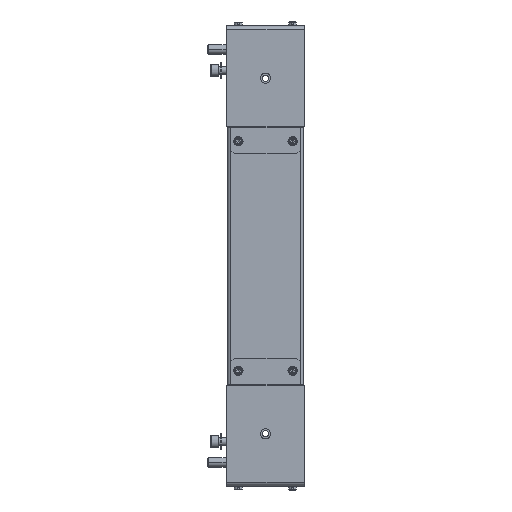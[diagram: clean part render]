
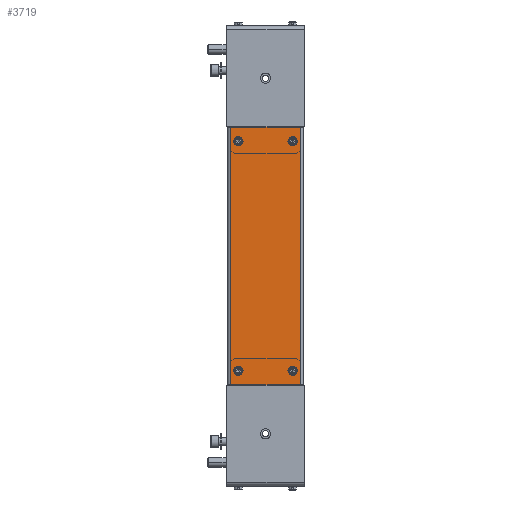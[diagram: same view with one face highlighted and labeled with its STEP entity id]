
A CAD part, left-side view. The second image highlights one B-rep face of the part: STEP entity #3719.
In plain terms, the highlighted face is planar.
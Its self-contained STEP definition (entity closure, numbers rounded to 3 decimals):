
#330 = EDGE_CURVE ( 'NONE', #11567, #22459, #16862, .T. ) ;
#843 = EDGE_LOOP ( 'NONE', ( #14756, #1235 ) ) ;
#847 = ORIENTED_EDGE ( 'NONE', *, *, #11335, .F. ) ;
#849 = ORIENTED_EDGE ( 'NONE', *, *, #4115, .F. ) ;
#1034 = CARTESIAN_POINT ( 'NONE',  ( -166., -45.125, 2. ) ) ;
#1235 = ORIENTED_EDGE ( 'NONE', *, *, #330, .T. ) ;
#1241 = CIRCLE ( 'NONE', #3496, 3.5 ) ;
#1588 = CARTESIAN_POINT ( 'NONE',  ( 166., -45.125, 2. ) ) ;
#1920 = CARTESIAN_POINT ( 'NONE',  ( -166., -49., 2. ) ) ;
#1944 = ORIENTED_EDGE ( 'NONE', *, *, #7747, .F. ) ;
#2078 = DIRECTION ( 'NONE',  ( 0., -1., 0. ) ) ;
#2478 = EDGE_CURVE ( 'NONE', #19050, #4862, #2722, .T. ) ;
#2656 = FACE_BOUND ( 'NONE', #3467, .T. ) ;
#2722 = LINE ( 'NONE', #1920, #5104 ) ;
#2951 = CARTESIAN_POINT ( 'NONE',  ( -166., 45.125, 2. ) ) ;
#3023 = AXIS2_PLACEMENT_3D ( 'NONE', #15055, #9578, #9659 ) ;
#3033 = ORIENTED_EDGE ( 'NONE', *, *, #13241, .F. ) ;
#3085 = CARTESIAN_POINT ( 'NONE',  ( 148., -35., 2. ) ) ;
#3220 = CARTESIAN_POINT ( 'NONE',  ( 166., -49., 2. ) ) ;
#3359 = EDGE_LOOP ( 'NONE', ( #1944, #847 ) ) ;
#3467 = EDGE_LOOP ( 'NONE', ( #849, #3033 ) ) ;
#3496 = AXIS2_PLACEMENT_3D ( 'NONE', #3085, #18448, #10700 ) ;
#3719 = ADVANCED_FACE ( 'NONE', ( #13909, #2656, #13333, #3835, #13614 ), #17512, .F. ) ;
#3835 = FACE_BOUND ( 'NONE', #7712, .T. ) ;
#3881 = DIRECTION ( 'NONE',  ( 0., 0., -1. ) ) ;
#4115 = EDGE_CURVE ( 'NONE', #9070, #10349, #14165, .T. ) ;
#4374 = DIRECTION ( 'NONE',  ( -1., 0., 0. ) ) ;
#4779 = LINE ( 'NONE', #12173, #14250 ) ;
#4862 = VERTEX_POINT ( 'NONE', #1034 ) ;
#5077 = DIRECTION ( 'NONE',  ( 0., 0., 1. ) ) ;
#5104 = VECTOR ( 'NONE', #2078, 1000. ) ;
#5390 = CARTESIAN_POINT ( 'NONE',  ( 144.5, 35., 2. ) ) ;
#5531 = VERTEX_POINT ( 'NONE', #16788 ) ;
#5549 = EDGE_CURVE ( 'NONE', #22459, #11567, #19498, .T. ) ;
#5601 = CARTESIAN_POINT ( 'NONE',  ( 151.5, 35., 2. ) ) ;
#5906 = EDGE_CURVE ( 'NONE', #21589, #6312, #15345, .T. ) ;
#6236 = AXIS2_PLACEMENT_3D ( 'NONE', #22839, #18899, #7649 ) ;
#6312 = VERTEX_POINT ( 'NONE', #15871 ) ;
#7346 = AXIS2_PLACEMENT_3D ( 'NONE', #7797, #22993, #23081 ) ;
#7649 = DIRECTION ( 'NONE',  ( 1., 0., 0. ) ) ;
#7712 = EDGE_LOOP ( 'NONE', ( #22496, #15955 ) ) ;
#7747 = EDGE_CURVE ( 'NONE', #12715, #5531, #15534, .T. ) ;
#7797 = CARTESIAN_POINT ( 'NONE',  ( -148., 35., 2. ) ) ;
#8162 = VECTOR ( 'NONE', #10323, 1000. ) ;
#8919 = EDGE_CURVE ( 'NONE', #10036, #11627, #23523, .T. ) ;
#8983 = EDGE_CURVE ( 'NONE', #11627, #10036, #18431, .T. ) ;
#9070 = VERTEX_POINT ( 'NONE', #14526 ) ;
#9578 = DIRECTION ( 'NONE',  ( 0., 0., -1. ) ) ;
#9659 = DIRECTION ( 'NONE',  ( -1., 0., 0. ) ) ;
#9771 = CIRCLE ( 'NONE', #7346, 3.5 ) ;
#9822 = DIRECTION ( 'NONE',  ( 0., 0., -1. ) ) ;
#9992 = DIRECTION ( 'NONE',  ( 0., 0., -1. ) ) ;
#10036 = VERTEX_POINT ( 'NONE', #14391 ) ;
#10323 = DIRECTION ( 'NONE',  ( 1., 0., 0. ) ) ;
#10349 = VERTEX_POINT ( 'NONE', #15371 ) ;
#10700 = DIRECTION ( 'NONE',  ( -1., 0., 0. ) ) ;
#11335 = EDGE_CURVE ( 'NONE', #5531, #12715, #1241, .T. ) ;
#11433 = DIRECTION ( 'NONE',  ( -1., 0., 0. ) ) ;
#11452 = CARTESIAN_POINT ( 'NONE',  ( -151.5, -35., 2. ) ) ;
#11567 = VERTEX_POINT ( 'NONE', #5390 ) ;
#11627 = VERTEX_POINT ( 'NONE', #11452 ) ;
#11783 = EDGE_CURVE ( 'NONE', #6312, #19050, #4779, .T. ) ;
#12173 = CARTESIAN_POINT ( 'NONE',  ( 166., 45.125, 2. ) ) ;
#12410 = ORIENTED_EDGE ( 'NONE', *, *, #5906, .T. ) ;
#12715 = VERTEX_POINT ( 'NONE', #13778 ) ;
#12768 = CARTESIAN_POINT ( 'NONE',  ( 148., -35., 2. ) ) ;
#13241 = EDGE_CURVE ( 'NONE', #10349, #9070, #9771, .T. ) ;
#13333 = FACE_OUTER_BOUND ( 'NONE', #17682, .T. ) ;
#13475 = CARTESIAN_POINT ( 'NONE',  ( -166., -45.125, 2. ) ) ;
#13579 = VECTOR ( 'NONE', #16462, 1000. ) ;
#13614 = FACE_BOUND ( 'NONE', #843, .T. ) ;
#13778 = CARTESIAN_POINT ( 'NONE',  ( 151.5, -35., 2. ) ) ;
#13909 = FACE_BOUND ( 'NONE', #3359, .T. ) ;
#14165 = CIRCLE ( 'NONE', #6236, 3.5 ) ;
#14250 = VECTOR ( 'NONE', #23210, 1000. ) ;
#14382 = LINE ( 'NONE', #13475, #8162 ) ;
#14391 = CARTESIAN_POINT ( 'NONE',  ( -144.5, -35., 2. ) ) ;
#14526 = CARTESIAN_POINT ( 'NONE',  ( -144.5, 35., 2. ) ) ;
#14756 = ORIENTED_EDGE ( 'NONE', *, *, #5549, .T. ) ;
#15055 = CARTESIAN_POINT ( 'NONE',  ( 148., 35., 2. ) ) ;
#15261 = ORIENTED_EDGE ( 'NONE', *, *, #22736, .T. ) ;
#15345 = LINE ( 'NONE', #3220, #13579 ) ;
#15371 = CARTESIAN_POINT ( 'NONE',  ( -151.5, 35., 2. ) ) ;
#15534 = CIRCLE ( 'NONE', #17412, 3.5 ) ;
#15657 = AXIS2_PLACEMENT_3D ( 'NONE', #22541, #19014, #11433 ) ;
#15871 = CARTESIAN_POINT ( 'NONE',  ( 166., 45.125, 2. ) ) ;
#15955 = ORIENTED_EDGE ( 'NONE', *, *, #8983, .T. ) ;
#16462 = DIRECTION ( 'NONE',  ( 0., 1., 0. ) ) ;
#16788 = CARTESIAN_POINT ( 'NONE',  ( 144.5, -35., 2. ) ) ;
#16862 = CIRCLE ( 'NONE', #3023, 3.5 ) ;
#17283 = DIRECTION ( 'NONE',  ( 1., 0., 0. ) ) ;
#17412 = AXIS2_PLACEMENT_3D ( 'NONE', #12768, #5077, #20462 ) ;
#17512 = PLANE ( 'NONE',  #21974 ) ;
#17682 = EDGE_LOOP ( 'NONE', ( #15261, #12410, #22605, #18174 ) ) ;
#18174 = ORIENTED_EDGE ( 'NONE', *, *, #2478, .T. ) ;
#18202 = AXIS2_PLACEMENT_3D ( 'NONE', #19252, #9822, #19654 ) ;
#18431 = CIRCLE ( 'NONE', #18202, 3.5 ) ;
#18448 = DIRECTION ( 'NONE',  ( 0., 0., 1. ) ) ;
#18899 = DIRECTION ( 'NONE',  ( 0., 0., 1. ) ) ;
#19014 = DIRECTION ( 'NONE',  ( 0., 0., -1. ) ) ;
#19050 = VERTEX_POINT ( 'NONE', #2951 ) ;
#19252 = CARTESIAN_POINT ( 'NONE',  ( -148., -35., 2. ) ) ;
#19418 = CARTESIAN_POINT ( 'NONE',  ( 166., 49., 2. ) ) ;
#19498 = CIRCLE ( 'NONE', #15657, 3.5 ) ;
#19654 = DIRECTION ( 'NONE',  ( 1., 0., 0. ) ) ;
#20462 = DIRECTION ( 'NONE',  ( -1., 0., 0. ) ) ;
#21098 = AXIS2_PLACEMENT_3D ( 'NONE', #22810, #3881, #17283 ) ;
#21589 = VERTEX_POINT ( 'NONE', #1588 ) ;
#21974 = AXIS2_PLACEMENT_3D ( 'NONE', #19418, #9992, #4374 ) ;
#22459 = VERTEX_POINT ( 'NONE', #5601 ) ;
#22496 = ORIENTED_EDGE ( 'NONE', *, *, #8919, .T. ) ;
#22541 = CARTESIAN_POINT ( 'NONE',  ( 148., 35., 2. ) ) ;
#22605 = ORIENTED_EDGE ( 'NONE', *, *, #11783, .T. ) ;
#22736 = EDGE_CURVE ( 'NONE', #4862, #21589, #14382, .T. ) ;
#22810 = CARTESIAN_POINT ( 'NONE',  ( -148., -35., 2. ) ) ;
#22839 = CARTESIAN_POINT ( 'NONE',  ( -148., 35., 2. ) ) ;
#22993 = DIRECTION ( 'NONE',  ( 0., 0., 1. ) ) ;
#23081 = DIRECTION ( 'NONE',  ( 1., 0., 0. ) ) ;
#23210 = DIRECTION ( 'NONE',  ( -1., 0., 0. ) ) ;
#23523 = CIRCLE ( 'NONE', #21098, 3.5 ) ;
